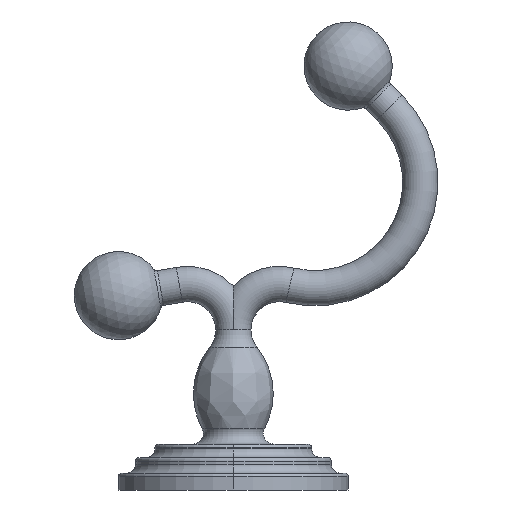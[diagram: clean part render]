
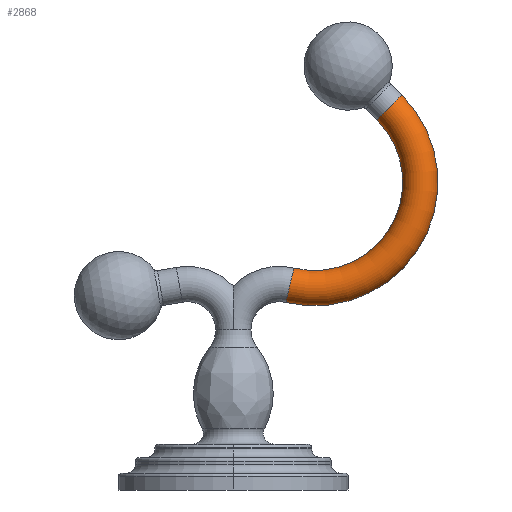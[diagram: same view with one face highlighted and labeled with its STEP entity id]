
A CAD part, left-side view. The second image highlights one B-rep face of the part: STEP entity #2868.
In plain terms, the highlighted toroidal (fillet/blend) face has major radius 29.997 mm and minor radius 5.004 mm.
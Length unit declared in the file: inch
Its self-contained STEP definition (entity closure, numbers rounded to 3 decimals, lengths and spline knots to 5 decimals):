
#1034=CARTESIAN_POINT('',(-12.,-1.73983,4.26533));
#1035=DIRECTION('',(0.,0.706,0.708));
#1036=DIRECTION('',(0.,0.708,-0.706));
#1037=AXIS2_PLACEMENT_3D('',#1034,#1035,#1036);
#1067=CARTESIAN_POINT('',(-12.,-0.90397,3.431));
#1068=DIRECTION('',(-1.,0.,0.));
#1069=DIRECTION('',(0.,0.232,-0.973));
#1070=AXIS2_PLACEMENT_3D('',#1067,#1068,#1069);
#1072=CARTESIAN_POINT('',(-12.,-0.63054,2.28209));
#1073=DIRECTION('',(0.,-0.973,-0.232));
#1074=DIRECTION('',(0.,-0.232,0.973));
#1075=AXIS2_PLACEMENT_3D('',#1072,#1073,#1074);
#1077=CARTESIAN_POINT('',(-12.,-0.90397,3.431));
#1078=DIRECTION('',(-1.,0.,0.));
#1079=DIRECTION('',(0.,0.232,-0.973));
#1080=AXIS2_PLACEMENT_3D('',#1077,#1078,#1079);
#1194=CARTESIAN_POINT('',(-12.,-0.67615,2.47374));
#1195=CARTESIAN_POINT('',(-12.,-0.58493,2.09044));
#1196=VERTEX_POINT('',#1194);
#1197=VERTEX_POINT('',#1195);
#1198=CARTESIAN_POINT('',(-12.,-1.6004,4.12615));
#1199=CARTESIAN_POINT('',(-12.,-1.87926,4.4045));
#1200=VERTEX_POINT('',#1198);
#1201=VERTEX_POINT('',#1199);
#2857=CARTESIAN_POINT('',(-12.,-0.90397,3.431));
#2858=DIRECTION('',(-1.,0.,0.));
#2859=DIRECTION('',(0.,-0.232,0.973));
#2860=AXIS2_PLACEMENT_3D('',#2857,#2858,#2859);
#2861=TOROIDAL_SURFACE('',#2860,1.181,0.197);
#2862=ORIENTED_EDGE('',*,*,#1738,.F.);
#2863=ORIENTED_EDGE('',*,*,#2852,.T.);
#2864=ORIENTED_EDGE('',*,*,#2810,.T.);
#2865=ORIENTED_EDGE('',*,*,#2849,.F.);
#2866=EDGE_LOOP('',(#2862,#2863,#2864,#2865));
#2867=FACE_OUTER_BOUND('',#2866,.F.);
#2868=ADVANCED_FACE('',(#2867),#2861,.T.);
#1038=CIRCLE('',#1037,0.197);
#1071=CIRCLE('',#1070,1.378);
#1076=CIRCLE('',#1075,0.197);
#1081=CIRCLE('',#1080,0.984);
#1738=EDGE_CURVE('',#1196,#1197,#1076,.T.);
#2810=EDGE_CURVE('',#1200,#1201,#1038,.T.);
#2849=EDGE_CURVE('',#1197,#1201,#1071,.T.);
#2852=EDGE_CURVE('',#1196,#1200,#1081,.T.);
